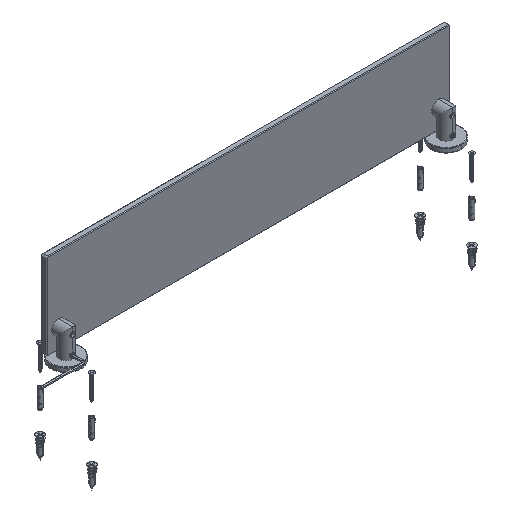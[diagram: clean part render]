
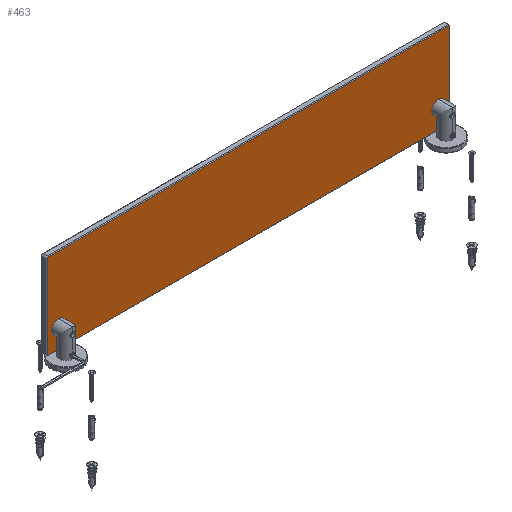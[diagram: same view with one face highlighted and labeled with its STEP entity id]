
A CAD part, isometric view. The second image highlights one B-rep face of the part: STEP entity #463.
In plain terms, the highlighted planar face has unit normal (0, -1, 0).
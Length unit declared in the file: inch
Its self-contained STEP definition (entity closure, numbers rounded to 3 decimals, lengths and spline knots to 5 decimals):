
#90=CARTESIAN_POINT('',(11.,-0.16,-1.319));
#91=DIRECTION('',(0.,-1.,0.));
#92=DIRECTION('',(1.,0.,0.));
#93=AXIS2_PLACEMENT_3D('',#90,#91,#92);
#95=CARTESIAN_POINT('',(11.,-0.16,-1.319));
#96=DIRECTION('',(0.,-1.,0.));
#97=DIRECTION('',(-1.,0.,0.));
#98=AXIS2_PLACEMENT_3D('',#95,#96,#97);
#100=CARTESIAN_POINT('',(-11.,-0.16,-1.319));
#101=DIRECTION('',(0.,1.,0.));
#102=DIRECTION('',(-1.,0.,0.));
#103=AXIS2_PLACEMENT_3D('',#100,#101,#102);
#105=CARTESIAN_POINT('',(-11.,-0.16,-1.319));
#106=DIRECTION('',(0.,1.,0.));
#107=DIRECTION('',(1.,0.,0.));
#108=AXIS2_PLACEMENT_3D('',#105,#106,#107);
#110=DIRECTION('',(0.,0.,-1.));
#111=VECTOR('',#110,4.92);
#112=CARTESIAN_POINT('',(11.649,-0.16,2.46));
#113=LINE('',#112,#111);
#114=DIRECTION('',(-1.,0.,0.));
#115=VECTOR('',#114,23.298);
#116=CARTESIAN_POINT('',(11.649,-0.16,-2.46));
#117=LINE('',#116,#115);
#118=DIRECTION('',(0.,0.,-1.));
#119=VECTOR('',#118,4.92);
#120=CARTESIAN_POINT('',(-11.649,-0.16,2.46));
#121=LINE('',#120,#119);
#122=DIRECTION('',(1.,0.,0.));
#123=VECTOR('',#122,23.298);
#124=CARTESIAN_POINT('',(-11.649,-0.16,2.46));
#125=LINE('',#124,#123);
#218=CARTESIAN_POINT('',(11.1575,-0.16,-1.319));
#219=CARTESIAN_POINT('',(10.8425,-0.16,-1.319));
#220=VERTEX_POINT('',#218);
#221=VERTEX_POINT('',#219);
#227=CARTESIAN_POINT('',(-11.1575,-0.16,-1.319));
#229=VERTEX_POINT('',#227);
#231=CARTESIAN_POINT('',(-10.8425,-0.16,-1.319));
#233=VERTEX_POINT('',#231);
#268=CARTESIAN_POINT('',(11.649,-0.16,2.46));
#269=VERTEX_POINT('',#268);
#270=CARTESIAN_POINT('',(11.649,-0.16,-2.46));
#271=VERTEX_POINT('',#270);
#274=CARTESIAN_POINT('',(-11.649,-0.16,2.46));
#275=VERTEX_POINT('',#274);
#280=CARTESIAN_POINT('',(-11.649,-0.16,-2.46));
#281=VERTEX_POINT('',#280);
#438=CARTESIAN_POINT('',(-11.689,-0.16,-2.5));
#439=DIRECTION('',(0.,-1.,0.));
#440=DIRECTION('',(1.,0.,0.));
#441=AXIS2_PLACEMENT_3D('',#438,#439,#440);
#442=PLANE('',#441);
#444=ORIENTED_EDGE('',*,*,#443,.T.);
#445=ORIENTED_EDGE('',*,*,#326,.T.);
#447=ORIENTED_EDGE('',*,*,#446,.F.);
#449=ORIENTED_EDGE('',*,*,#448,.T.);
#450=EDGE_LOOP('',(#444,#445,#447,#449));
#451=FACE_OUTER_BOUND('',#450,.F.);
#452=ORIENTED_EDGE('',*,*,#428,.T.);
#454=ORIENTED_EDGE('',*,*,#453,.T.);
#455=EDGE_LOOP('',(#452,#454));
#456=FACE_BOUND('',#455,.F.);
#458=ORIENTED_EDGE('',*,*,#457,.F.);
#460=ORIENTED_EDGE('',*,*,#459,.F.);
#461=EDGE_LOOP('',(#458,#460));
#462=FACE_BOUND('',#461,.F.);
#463=ADVANCED_FACE('',(#451,#456,#462),#442,.T.);
#94=CIRCLE('',#93,0.1575);
#99=CIRCLE('',#98,0.1575);
#104=CIRCLE('',#103,0.1575);
#109=CIRCLE('',#108,0.1575);
#326=EDGE_CURVE('',#271,#281,#117,.T.);
#428=EDGE_CURVE('',#220,#221,#94,.T.);
#443=EDGE_CURVE('',#269,#271,#113,.T.);
#446=EDGE_CURVE('',#275,#281,#121,.T.);
#448=EDGE_CURVE('',#275,#269,#125,.T.);
#453=EDGE_CURVE('',#221,#220,#99,.T.);
#457=EDGE_CURVE('',#229,#233,#104,.T.);
#459=EDGE_CURVE('',#233,#229,#109,.T.);
